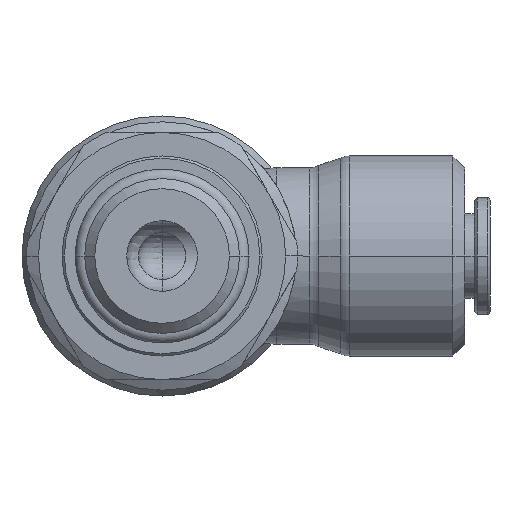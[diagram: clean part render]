
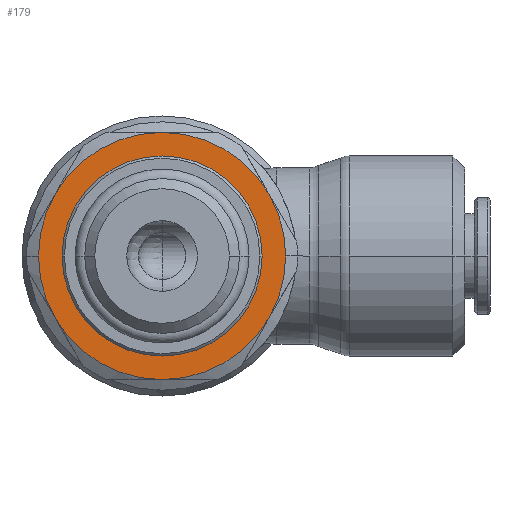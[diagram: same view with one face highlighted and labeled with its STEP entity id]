
A CAD part, front view. The second image highlights one B-rep face of the part: STEP entity #179.
In plain terms, the highlighted planar face has unit normal (0, -1, 0).
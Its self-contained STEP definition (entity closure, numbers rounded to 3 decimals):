
#179=ADVANCED_FACE('',(#479,#480),#481,.F.);
#479=FACE_BOUND('',#800,.T.);
#480=FACE_OUTER_BOUND('',#801,.T.);
#481=PLANE('',#802);
#800=EDGE_LOOP('',(#1874,#1875));
#801=EDGE_LOOP('',(#1876,#1877,#1878,#1879,#1880,#1881,#1882,#1883));
#802=AXIS2_PLACEMENT_3D('',#1884,#1885,#1886);
#1874=ORIENTED_EDGE('',*,*,#2325,.T.);
#1875=ORIENTED_EDGE('',*,*,#2132,.T.);
#1876=ORIENTED_EDGE('',*,*,#2336,.F.);
#1877=ORIENTED_EDGE('',*,*,#2338,.F.);
#1878=ORIENTED_EDGE('',*,*,#2342,.F.);
#1879=ORIENTED_EDGE('',*,*,#2345,.F.);
#1880=ORIENTED_EDGE('',*,*,#2121,.F.);
#1881=ORIENTED_EDGE('',*,*,#2350,.F.);
#1882=ORIENTED_EDGE('',*,*,#2354,.F.);
#1883=ORIENTED_EDGE('',*,*,#2123,.F.);
#1884=CARTESIAN_POINT('',(0.,-4.49,0.));
#1885=DIRECTION('',(0.0,1.0,0.0));
#1886=DIRECTION('',(0.0,0.0,1.0));
#2121=EDGE_CURVE('',#2561,#2557,#2563,.T.);
#2123=EDGE_CURVE('',#2564,#2566,#2567,.T.);
#2132=EDGE_CURVE('',#2579,#2581,#2583,.T.);
#2325=EDGE_CURVE('',#2581,#2579,#2898,.T.);
#2336=EDGE_CURVE('',#2912,#2564,#2914,.T.);
#2338=EDGE_CURVE('',#2916,#2912,#2918,.T.);
#2342=EDGE_CURVE('',#2923,#2916,#2925,.T.);
#2345=EDGE_CURVE('',#2557,#2923,#2929,.T.);
#2350=EDGE_CURVE('',#2935,#2561,#2937,.T.);
#2354=EDGE_CURVE('',#2566,#2935,#2943,.T.);
#2557=VERTEX_POINT('',#3257);
#2561=VERTEX_POINT('',#3262);
#2563=CIRCLE('',#3275,10.5);
#2564=VERTEX_POINT('',#3276);
#2566=VERTEX_POINT('',#3279);
#2567=CIRCLE('',#3280,10.5);
#2579=VERTEX_POINT('',#3305);
#2581=VERTEX_POINT('',#3308);
#2583=CIRCLE('',#3311,8.5);
#2898=CIRCLE('',#3962,8.5);
#2912=VERTEX_POINT('',#3976);
#2914=CIRCLE('',#3989,10.5);
#2916=VERTEX_POINT('',#3991);
#2918=CIRCLE('',#4004,10.5);
#2923=VERTEX_POINT('',#4020);
#2925=CIRCLE('',#4033,10.5);
#2929=CIRCLE('',#4048,10.5);
#2935=VERTEX_POINT('',#4076);
#2937=CIRCLE('',#4089,10.5);
#2943=CIRCLE('',#4117,10.5);
#3257=CARTESIAN_POINT('',(-10.5,-4.49,0.));
#3262=CARTESIAN_POINT('',(-9.093,-4.49,-5.25));
#3275=AXIS2_PLACEMENT_3D('',#4479,#4480,#4481);
#3276=CARTESIAN_POINT('',(10.5,-4.49,0.));
#3279=CARTESIAN_POINT('',(9.093,-4.49,-5.25));
#3280=AXIS2_PLACEMENT_3D('',#4483,#4484,#4485);
#3305=CARTESIAN_POINT('',(8.5,-4.49,0.));
#3308=CARTESIAN_POINT('',(-8.5,-4.49,0.));
#3311=AXIS2_PLACEMENT_3D('',#4499,#4500,#4501);
#3962=AXIS2_PLACEMENT_3D('',#4956,#4957,#4958);
#3976=CARTESIAN_POINT('',(9.093,-4.49,5.25));
#3989=AXIS2_PLACEMENT_3D('',#4986,#4987,#4988);
#3991=CARTESIAN_POINT('',(0.,-4.49,10.5));
#4004=AXIS2_PLACEMENT_3D('',#4989,#4990,#4991);
#4020=CARTESIAN_POINT('',(-9.093,-4.49,5.25));
#4033=AXIS2_PLACEMENT_3D('',#4995,#4996,#4997);
#4048=AXIS2_PLACEMENT_3D('',#5001,#5002,#5003);
#4076=CARTESIAN_POINT('',(0.0,-4.49,-10.5));
#4089=AXIS2_PLACEMENT_3D('',#5007,#5008,#5009);
#4117=AXIS2_PLACEMENT_3D('',#5013,#5014,#5015);
#4479=CARTESIAN_POINT('',(0.0,-4.49,0.0));
#4480=DIRECTION('',(-0.0,1.0,0.0));
#4481=DIRECTION('',(1.0,0.0,0.0));
#4483=CARTESIAN_POINT('',(0.0,-4.49,0.0));
#4484=DIRECTION('',(-0.0,1.0,0.0));
#4485=DIRECTION('',(1.0,0.0,0.0));
#4499=CARTESIAN_POINT('',(0.0,-4.49,0.0));
#4500=DIRECTION('',(-0.0,1.0,0.0));
#4501=DIRECTION('',(1.0,0.0,0.0));
#4956=CARTESIAN_POINT('',(0.0,-4.49,0.0));
#4957=DIRECTION('',(-0.0,1.0,0.0));
#4958=DIRECTION('',(1.0,0.0,0.0));
#4986=CARTESIAN_POINT('',(0.0,-4.49,0.0));
#4987=DIRECTION('',(-0.0,1.0,0.0));
#4988=DIRECTION('',(1.0,0.0,0.0));
#4989=CARTESIAN_POINT('',(0.0,-4.49,0.0));
#4990=DIRECTION('',(-0.0,1.0,0.0));
#4991=DIRECTION('',(1.0,0.0,0.0));
#4995=CARTESIAN_POINT('',(0.0,-4.49,0.0));
#4996=DIRECTION('',(-0.0,1.0,0.0));
#4997=DIRECTION('',(1.0,0.0,0.0));
#5001=CARTESIAN_POINT('',(0.0,-4.49,0.0));
#5002=DIRECTION('',(-0.0,1.0,0.0));
#5003=DIRECTION('',(1.0,0.0,0.0));
#5007=CARTESIAN_POINT('',(0.0,-4.49,0.0));
#5008=DIRECTION('',(-0.0,1.0,0.0));
#5009=DIRECTION('',(1.0,0.0,0.0));
#5013=CARTESIAN_POINT('',(0.0,-4.49,0.0));
#5014=DIRECTION('',(-0.0,1.0,0.0));
#5015=DIRECTION('',(1.0,0.0,0.0));
